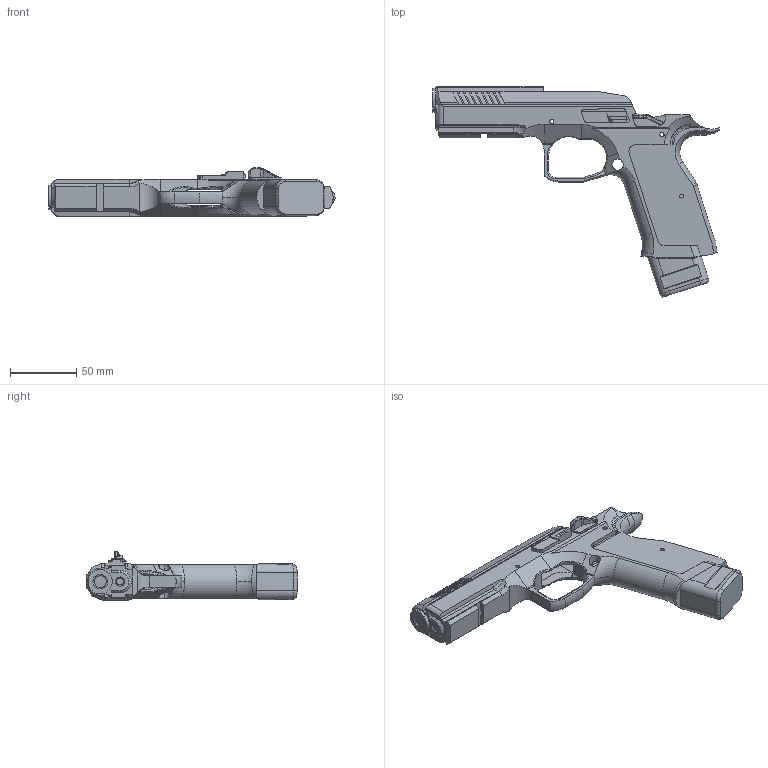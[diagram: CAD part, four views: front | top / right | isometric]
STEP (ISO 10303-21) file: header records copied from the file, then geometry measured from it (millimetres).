
FILE_DESCRIPTION (( 'STEP AP214' ), '1' );
FILE_NAME ('CZS2 Grip.STEP', '2024-04-20T02:40:11', ( '' ), ( '' ), 'SwSTEP 2.0', 'SolidWorks 2022', '' );
FILE_SCHEMA (( 'AUTOMOTIVE_DESIGN' ));
Length unit declared in the file: millimetre
Products named in the file (1): CZS2 Grip
Bounding box: 216.19 x 158.95 x 36.4 mm (x, y, z)
Volume: 101591.5 mm3; surface area: 69533.4 mm2
Topology: 1 solids, 1 shells, 520 faces, 1473 edges, 946 vertices
Faces by surface type: plane 273, cylinder 154, bspline 39, torus 36, cone 16, sphere 2
Entity records: 18948 total; most frequent: CARTESIAN_POINT 5849, ORIENTED_EDGE 2938, DIRECTION 2533, EDGE_CURVE 1469, VERTEX_POINT 946, LINE 899, VECTOR 899, AXIS2_PLACEMENT_3D 817
